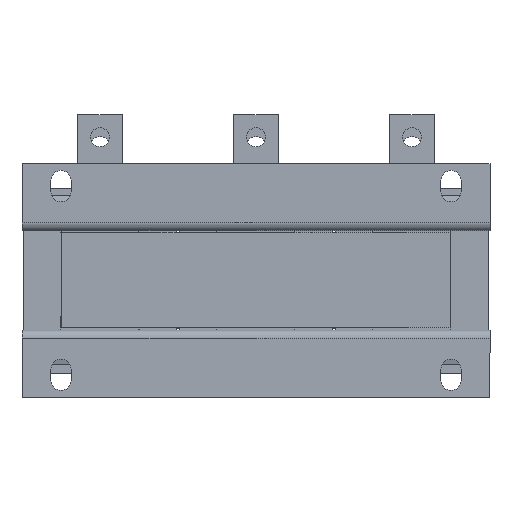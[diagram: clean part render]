
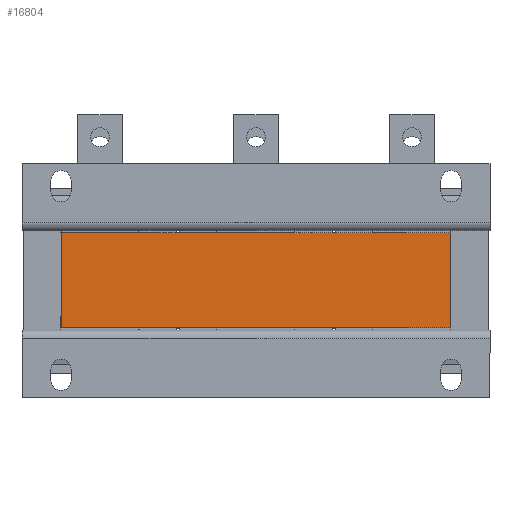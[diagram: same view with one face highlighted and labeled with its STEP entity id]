
A CAD part, front view. The second image highlights one B-rep face of the part: STEP entity #16804.
In plain terms, the highlighted planar face has unit normal (0, -1, 0).
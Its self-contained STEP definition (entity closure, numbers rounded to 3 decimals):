
#750 = CARTESIAN_POINT ( 'NONE',  ( 87.5, -89.5, 21.35 ) ) ;
#846 = CARTESIAN_POINT ( 'NONE',  ( 87.5, -89.5, 21.35 ) ) ;
#1010 = EDGE_CURVE ( 'NONE', #7373, #4976, #1873, .T. ) ;
#1184 = ORIENTED_EDGE ( 'NONE', *, *, #1010, .F. ) ;
#1408 = EDGE_CURVE ( 'NONE', #10118, #7373, #14897, .T. ) ;
#1825 = EDGE_CURVE ( 'NONE', #7176, #4976, #2103, .T. ) ;
#1849 = CARTESIAN_POINT ( 'NONE',  ( -87.5, -89.5, 21.35 ) ) ;
#1873 = LINE ( 'NONE', #750, #2908 ) ;
#2103 = LINE ( 'NONE', #12388, #16354 ) ;
#2893 = ORIENTED_EDGE ( 'NONE', *, *, #1825, .T. ) ;
#2908 = VECTOR ( 'NONE', #8015, 1000. ) ;
#4219 = ORIENTED_EDGE ( 'NONE', *, *, #1408, .F. ) ;
#4976 = VERTEX_POINT ( 'NONE', #10835 ) ;
#6153 = VECTOR ( 'NONE', #14187, 1000. ) ;
#6480 = DIRECTION ( 'NONE',  ( 0., 0., 1. ) ) ;
#6793 = LINE ( 'NONE', #16773, #6153 ) ;
#7176 = VERTEX_POINT ( 'NONE', #10481 ) ;
#7373 = VERTEX_POINT ( 'NONE', #846 ) ;
#7720 = DIRECTION ( 'NONE',  ( 1., 0., 0. ) ) ;
#8015 = DIRECTION ( 'NONE',  ( 0., 0., -1. ) ) ;
#8551 = ORIENTED_EDGE ( 'NONE', *, *, #12216, .T. ) ;
#9512 = FACE_OUTER_BOUND ( 'NONE', #10546, .T. ) ;
#10118 = VERTEX_POINT ( 'NONE', #14571 ) ;
#10481 = CARTESIAN_POINT ( 'NONE',  ( -87.5, -89.5, -21.35 ) ) ;
#10546 = EDGE_LOOP ( 'NONE', ( #2893, #1184, #4219, #8551 ) ) ;
#10562 = DIRECTION ( 'NONE',  ( 0., 1., 0. ) ) ;
#10835 = CARTESIAN_POINT ( 'NONE',  ( 87.5, -89.5, -21.35 ) ) ;
#11000 = DIRECTION ( 'NONE',  ( 1., 0., 0. ) ) ;
#11041 = AXIS2_PLACEMENT_3D ( 'NONE', #16735, #10562, #6480 ) ;
#12216 = EDGE_CURVE ( 'NONE', #10118, #7176, #6793, .T. ) ;
#12388 = CARTESIAN_POINT ( 'NONE',  ( -87.5, -89.5, -21.35 ) ) ;
#13288 = VECTOR ( 'NONE', #7720, 1000. ) ;
#14187 = DIRECTION ( 'NONE',  ( 0., 0., -1. ) ) ;
#14571 = CARTESIAN_POINT ( 'NONE',  ( -87.5, -89.5, 21.35 ) ) ;
#14897 = LINE ( 'NONE', #1849, #13288 ) ;
#16354 = VECTOR ( 'NONE', #11000, 1000. ) ;
#16735 = CARTESIAN_POINT ( 'NONE',  ( -87.5, -89.5, 21.35 ) ) ;
#16773 = CARTESIAN_POINT ( 'NONE',  ( -87.5, -89.5, 21.35 ) ) ;
#16804 = ADVANCED_FACE ( 'Defeature ausgef�hrt1_338', ( #9512 ), #18075, .F. ) ;
#18075 = PLANE ( 'NONE',  #11041 ) ;
